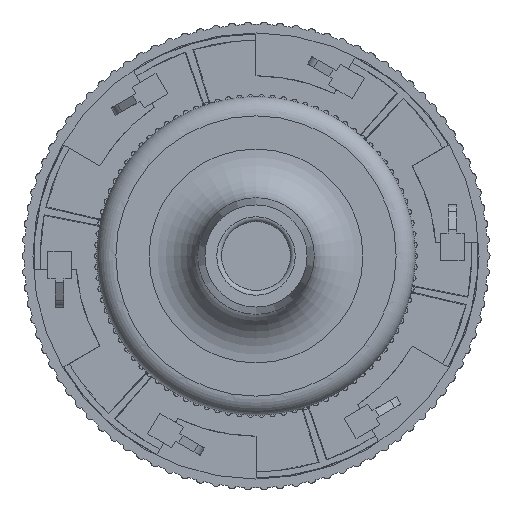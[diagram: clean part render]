
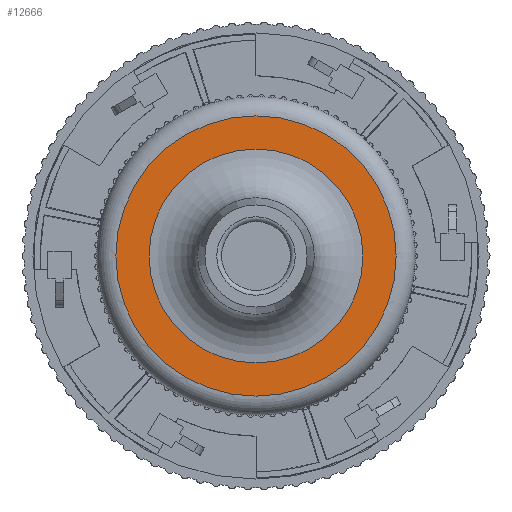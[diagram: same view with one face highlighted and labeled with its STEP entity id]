
A CAD part, front view. The second image highlights one B-rep face of the part: STEP entity #12666.
In plain terms, the highlighted planar face has unit normal (0, -1, 0).
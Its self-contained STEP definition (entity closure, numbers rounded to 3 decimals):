
#119=FACE_BOUND('',#3768,.T.);
#321=PLANE('',#14502);
#2969=FACE_OUTER_BOUND('',#3767,.T.);
#3767=EDGE_LOOP('',(#11302,#11303));
#3768=EDGE_LOOP('',(#11304,#11305));
#4612=CIRCLE('',#13967,29.5);
#4613=CIRCLE('',#13968,29.5);
#4799=CIRCLE('',#14155,22.5);
#4800=CIRCLE('',#14156,22.5);
#5870=VERTEX_POINT('',#21836);
#5871=VERTEX_POINT('',#21837);
#5975=VERTEX_POINT('',#22128);
#5976=VERTEX_POINT('',#22130);
#7442=EDGE_CURVE('',#5870,#5871,#4612,.T.);
#7443=EDGE_CURVE('',#5871,#5870,#4613,.T.);
#7629=EDGE_CURVE('',#5975,#5976,#4799,.T.);
#7630=EDGE_CURVE('',#5976,#5975,#4800,.T.);
#11302=ORIENTED_EDGE('',*,*,#7442,.T.);
#11303=ORIENTED_EDGE('',*,*,#7443,.T.);
#11304=ORIENTED_EDGE('',*,*,#7630,.F.);
#11305=ORIENTED_EDGE('',*,*,#7629,.F.);
#12666=ADVANCED_FACE('',(#2969,#119),#321,.F.);
#13967=AXIS2_PLACEMENT_3D('',#21838,#17493,#17494);
#13968=AXIS2_PLACEMENT_3D('',#21839,#17495,#17496);
#14155=AXIS2_PLACEMENT_3D('',#22131,#17869,#17870);
#14156=AXIS2_PLACEMENT_3D('',#22132,#17871,#17872);
#14502=AXIS2_PLACEMENT_3D('',#23034,#18715,#18716);
#17493=DIRECTION('center_axis',(0.,-1.,0.));
#17494=DIRECTION('ref_axis',(0.,0.,-1.));
#17495=DIRECTION('center_axis',(0.,-1.,0.));
#17496=DIRECTION('ref_axis',(0.,0.,-1.));
#17869=DIRECTION('center_axis',(0.,-1.,0.));
#17870=DIRECTION('ref_axis',(0.,0.,-1.));
#17871=DIRECTION('center_axis',(0.,-1.,0.));
#17872=DIRECTION('ref_axis',(0.,0.,-1.));
#18715=DIRECTION('center_axis',(0.,1.,0.));
#18716=DIRECTION('ref_axis',(0.,0.,1.));
#21836=CARTESIAN_POINT('',(0.,-22.5,-29.5));
#21837=CARTESIAN_POINT('',(0.,-22.5,29.5));
#21838=CARTESIAN_POINT('Origin',(0.,-22.5,0.));
#21839=CARTESIAN_POINT('Origin',(0.,-22.5,0.));
#22128=CARTESIAN_POINT('',(0.,-22.5,22.5));
#22130=CARTESIAN_POINT('',(0.,-22.5,-22.5));
#22131=CARTESIAN_POINT('Origin',(0.,-22.5,0.));
#22132=CARTESIAN_POINT('Origin',(0.,-22.5,0.));
#23034=CARTESIAN_POINT('Origin',(-29.5,-22.5,0.));
